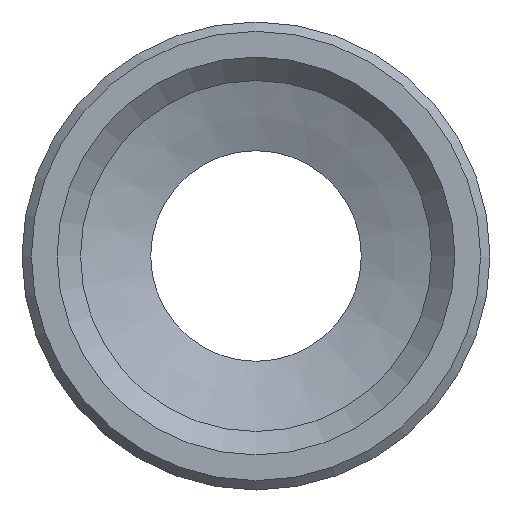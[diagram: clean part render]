
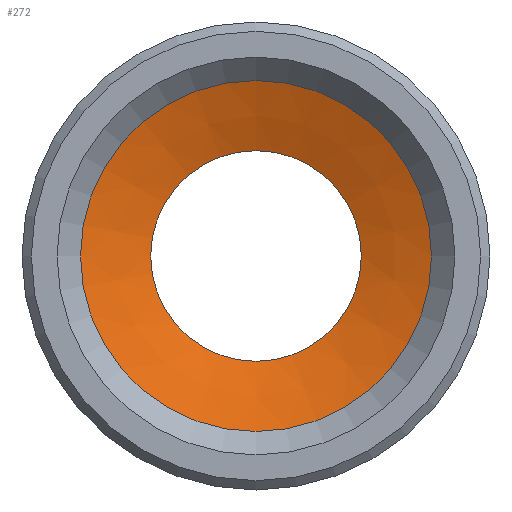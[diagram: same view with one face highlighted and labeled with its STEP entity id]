
A CAD part, front view. The second image highlights one B-rep face of the part: STEP entity #272.
In plain terms, the highlighted conical face has half-angle 70 degrees and reference radius 7.5 mm.
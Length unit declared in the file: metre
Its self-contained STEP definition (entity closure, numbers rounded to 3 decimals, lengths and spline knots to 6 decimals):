
#272 = ADVANCED_FACE( 'NONE', ( #645, #646 ), #647, .F. );
#645 = FACE_OUTER_BOUND( '', #1618, .T. );
#646 = FACE_BOUND( '', #1619, .T. );
#647 = CONICAL_SURFACE( '', #1620, 0.0075, 1.222 );
#1618 = EDGE_LOOP( '', ( #3327 ) );
#1619 = EDGE_LOOP( '', ( #3328 ) );
#1620 = AXIS2_PLACEMENT_3D( '', #3329, #3330, #3331 );
#3327 = ORIENTED_EDGE( '', *, *, #4245, .T. );
#3328 = ORIENTED_EDGE( '', *, *, #4246, .F. );
#3329 = CARTESIAN_POINT( '', ( 0., 0.012, 0. ) );
#3330 = DIRECTION( '', ( 0., -1., 0. ) );
#3331 = DIRECTION( '', ( 0., 0., -1. ) );
#4245 = EDGE_CURVE( 'NONE', #4922, #4922, #4923, .T. );
#4246 = EDGE_CURVE( 'NONE', #4924, #4924, #4925, .T. );
#4922 = VERTEX_POINT( '', #6924 );
#4923 = CIRCLE( '', #6925, 0.0075 );
#4924 = VERTEX_POINT( '', #6926 );
#4925 = CIRCLE( '', #6927, 0.0045 );
#6924 = CARTESIAN_POINT( '', ( 0., 0.012, -0.0075 ) );
#6925 = AXIS2_PLACEMENT_3D( '', #7714, #7715, #7716 );
#6926 = CARTESIAN_POINT( '', ( 0., 0.013092, -0.0045 ) );
#6927 = AXIS2_PLACEMENT_3D( '', #7717, #7718, #7719 );
#7714 = CARTESIAN_POINT( '', ( 0., 0.012, 0. ) );
#7715 = DIRECTION( '', ( 0., -1., 0. ) );
#7716 = DIRECTION( '', ( 0., 0., -1. ) );
#7717 = CARTESIAN_POINT( '', ( 0., 0.013092, 0. ) );
#7718 = DIRECTION( '', ( 0., -1., 0. ) );
#7719 = DIRECTION( '', ( 0., 0., -1. ) );
